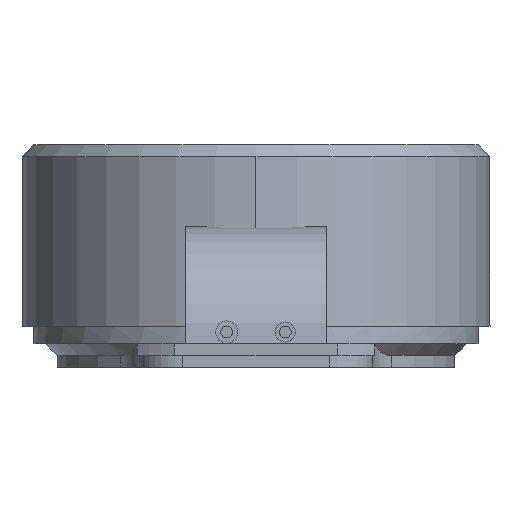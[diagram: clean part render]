
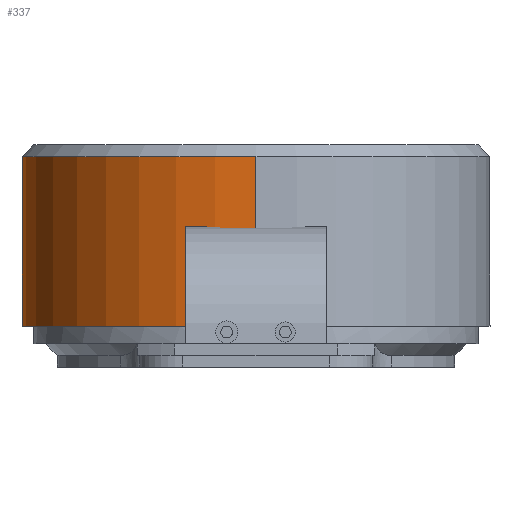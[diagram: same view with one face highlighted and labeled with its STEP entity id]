
A CAD part, left-side view. The second image highlights one B-rep face of the part: STEP entity #337.
In plain terms, the highlighted cylindrical face has radius 4 mm (diameter 8 mm), a partial arc.
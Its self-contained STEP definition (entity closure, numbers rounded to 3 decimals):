
#5 = ORIENTED_EDGE ( 'NONE', *, *, #958, .T. ) ;
#6 = DIRECTION ( 'NONE',  ( 0., 0., -1. ) ) ;
#63 = VERTEX_POINT ( 'NONE', #1361 ) ;
#65 = EDGE_CURVE ( 'NONE', #1176, #77, #1452, .T. ) ;
#77 = VERTEX_POINT ( 'NONE', #621 ) ;
#193 = AXIS2_PLACEMENT_3D ( 'NONE', #1450, #1561, #1312 ) ;
#203 = EDGE_CURVE ( 'NONE', #1343, #1176, #446, .T. ) ;
#245 = ORIENTED_EDGE ( 'NONE', *, *, #65, .F. ) ;
#265 = CARTESIAN_POINT ( 'NONE',  ( 4., 0., 3.6 ) ) ;
#337 = ADVANCED_FACE ( 'NONE', ( #1092 ), #421, .T. ) ;
#388 = ORIENTED_EDGE ( 'NONE', *, *, #203, .F. ) ;
#421 = CYLINDRICAL_SURFACE ( 'NONE', #193, 4. ) ;
#446 = LINE ( 'NONE', #772, #901 ) ;
#460 = LINE ( 'NONE', #1546, #585 ) ;
#468 = DIRECTION ( 'NONE',  ( -1., 0., 0. ) ) ;
#550 = DIRECTION ( 'NONE',  ( 0., 0., -1. ) ) ;
#585 = VECTOR ( 'NONE', #1158, 1000. ) ;
#621 = CARTESIAN_POINT ( 'NONE',  ( 4., 0., 0.7 ) ) ;
#644 = ORIENTED_EDGE ( 'NONE', *, *, #1124, .T. ) ;
#653 = DIRECTION ( 'NONE',  ( 0., 0., -1. ) ) ;
#703 = CIRCLE ( 'NONE', #884, 4. ) ;
#772 = CARTESIAN_POINT ( 'NONE',  ( -4., 0., 3.6 ) ) ;
#824 = CARTESIAN_POINT ( 'NONE',  ( -4., 0., 0.7 ) ) ;
#870 = EDGE_CURVE ( 'NONE', #1343, #63, #1010, .T. ) ;
#884 = AXIS2_PLACEMENT_3D ( 'NONE', #1332, #550, #1197 ) ;
#901 = VECTOR ( 'NONE', #6, 1000. ) ;
#933 = DIRECTION ( 'NONE',  ( -1., 0., 0. ) ) ;
#943 = VERTEX_POINT ( 'NONE', #265 ) ;
#958 = EDGE_CURVE ( 'NONE', #943, #77, #460, .T. ) ;
#1010 = CIRCLE ( 'NONE', #1059, 4. ) ;
#1013 = CARTESIAN_POINT ( 'NONE',  ( 0., 0., 3.6 ) ) ;
#1053 = ORIENTED_EDGE ( 'NONE', *, *, #870, .T. ) ;
#1059 = AXIS2_PLACEMENT_3D ( 'NONE', #1013, #653, #933 ) ;
#1092 = FACE_OUTER_BOUND ( 'NONE', #1444, .T. ) ;
#1124 = EDGE_CURVE ( 'NONE', #63, #943, #703, .T. ) ;
#1158 = DIRECTION ( 'NONE',  ( 0., 0., -1. ) ) ;
#1176 = VERTEX_POINT ( 'NONE', #824 ) ;
#1197 = DIRECTION ( 'NONE',  ( -1., 0., 0. ) ) ;
#1312 = DIRECTION ( 'NONE',  ( -1., 0., 0. ) ) ;
#1316 = CARTESIAN_POINT ( 'NONE',  ( -4., 0., 3.6 ) ) ;
#1332 = CARTESIAN_POINT ( 'NONE',  ( 0., 0., 3.6 ) ) ;
#1343 = VERTEX_POINT ( 'NONE', #1316 ) ;
#1361 = CARTESIAN_POINT ( 'NONE',  ( 0., 4., 3.6 ) ) ;
#1444 = EDGE_LOOP ( 'NONE', ( #1053, #644, #5, #245, #388 ) ) ;
#1450 = CARTESIAN_POINT ( 'NONE',  ( 0., 0., 3.6 ) ) ;
#1452 = CIRCLE ( 'NONE', #1518, 4. ) ;
#1518 = AXIS2_PLACEMENT_3D ( 'NONE', #1629, #1634, #468 ) ;
#1546 = CARTESIAN_POINT ( 'NONE',  ( 4., 0., 3.6 ) ) ;
#1561 = DIRECTION ( 'NONE',  ( 0., 0., -1. ) ) ;
#1629 = CARTESIAN_POINT ( 'NONE',  ( 0., 0., 0.7 ) ) ;
#1634 = DIRECTION ( 'NONE',  ( 0., 0., -1. ) ) ;
